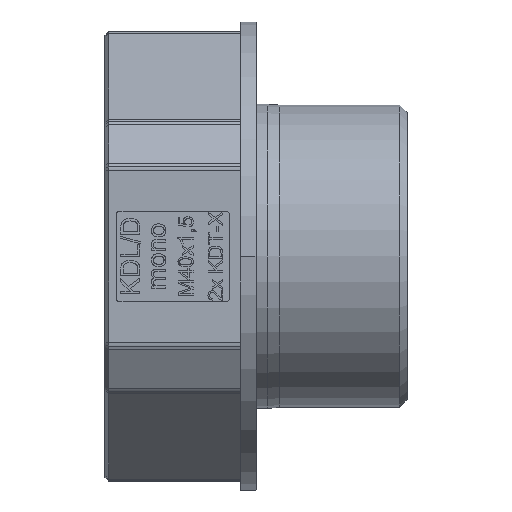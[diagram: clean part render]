
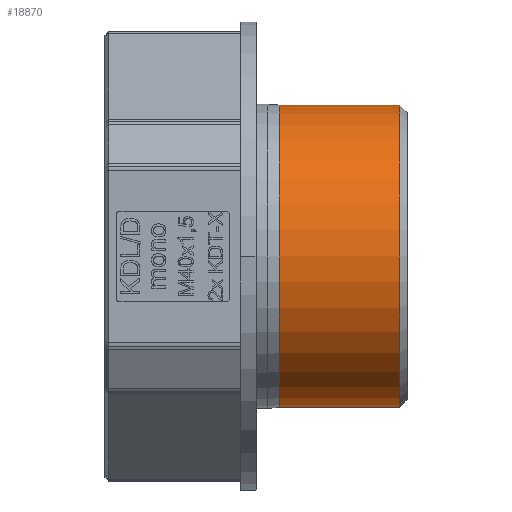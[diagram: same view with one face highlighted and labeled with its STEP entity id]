
A CAD part, top view. The second image highlights one B-rep face of the part: STEP entity #18870.
In plain terms, the highlighted cylindrical face has radius 20 mm (diameter 40 mm), a partial arc.
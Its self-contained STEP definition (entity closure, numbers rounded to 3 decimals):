
#275 = CYLINDRICAL_SURFACE ( 'NONE', #3759, 20. ) ;
#474 = EDGE_CURVE ( 'NONE', #2927, #13415, #8667, .T. ) ;
#637 = DIRECTION ( 'NONE',  ( 0., 1., 0. ) ) ;
#834 = CARTESIAN_POINT ( 'NONE',  ( 19., -20., 0. ) ) ;
#837 = FACE_OUTER_BOUND ( 'NONE', #13965, .T. ) ;
#1158 = ORIENTED_EDGE ( 'NONE', *, *, #474, .F. ) ;
#1357 = LINE ( 'NONE', #7411, #15043 ) ;
#2462 = DIRECTION ( 'NONE',  ( 0., 1., 0. ) ) ;
#2927 = VERTEX_POINT ( 'NONE', #18114 ) ;
#3251 = VECTOR ( 'NONE', #9301, 1000. ) ;
#3412 = CARTESIAN_POINT ( 'NONE',  ( 19., 0., 0. ) ) ;
#3694 = DIRECTION ( 'NONE',  ( 0., -1., 0. ) ) ;
#3759 = AXIS2_PLACEMENT_3D ( 'NONE', #8274, #10793, #637 ) ;
#4052 = CARTESIAN_POINT ( 'NONE',  ( 3.1, 0., 0. ) ) ;
#4618 = EDGE_CURVE ( 'NONE', #17476, #13415, #1357, .T. ) ;
#5669 = CIRCLE ( 'NONE', #15795, 20. ) ;
#7411 = CARTESIAN_POINT ( 'NONE',  ( 3.1, -20., 0. ) ) ;
#7916 = LINE ( 'NONE', #15450, #3251 ) ;
#8025 = ORIENTED_EDGE ( 'NONE', *, *, #4618, .T. ) ;
#8274 = CARTESIAN_POINT ( 'NONE',  ( 11.55, 0., 0. ) ) ;
#8667 = CIRCLE ( 'NONE', #11514, 20. ) ;
#9166 = ORIENTED_EDGE ( 'NONE', *, *, #18573, .T. ) ;
#9301 = DIRECTION ( 'NONE',  ( -1., 0., 0. ) ) ;
#9362 = DIRECTION ( 'NONE',  ( 1., 0., 0. ) ) ;
#10793 = DIRECTION ( 'NONE',  ( 1., 0., 0. ) ) ;
#11514 = AXIS2_PLACEMENT_3D ( 'NONE', #3412, #9362, #3694 ) ;
#11772 = DIRECTION ( 'NONE',  ( 1., 0., 0. ) ) ;
#12958 = EDGE_CURVE ( 'NONE', #2927, #15427, #7916, .T. ) ;
#13415 = VERTEX_POINT ( 'NONE', #834 ) ;
#13453 = DIRECTION ( 'NONE',  ( 1., 0., 0. ) ) ;
#13823 = ORIENTED_EDGE ( 'NONE', *, *, #12958, .T. ) ;
#13965 = EDGE_LOOP ( 'NONE', ( #13823, #9166, #8025, #1158 ) ) ;
#15043 = VECTOR ( 'NONE', #13453, 1000. ) ;
#15240 = CARTESIAN_POINT ( 'NONE',  ( 3.1, -20., 0. ) ) ;
#15427 = VERTEX_POINT ( 'NONE', #18299 ) ;
#15450 = CARTESIAN_POINT ( 'NONE',  ( 19., 20., 0. ) ) ;
#15795 = AXIS2_PLACEMENT_3D ( 'NONE', #4052, #11772, #2462 ) ;
#17476 = VERTEX_POINT ( 'NONE', #15240 ) ;
#18114 = CARTESIAN_POINT ( 'NONE',  ( 19., 20., 0. ) ) ;
#18299 = CARTESIAN_POINT ( 'NONE',  ( 3.1, 20., 0. ) ) ;
#18573 = EDGE_CURVE ( 'NONE', #15427, #17476, #5669, .T. ) ;
#18870 = ADVANCED_FACE ( 'NONE', ( #837 ), #275, .T. ) ;
